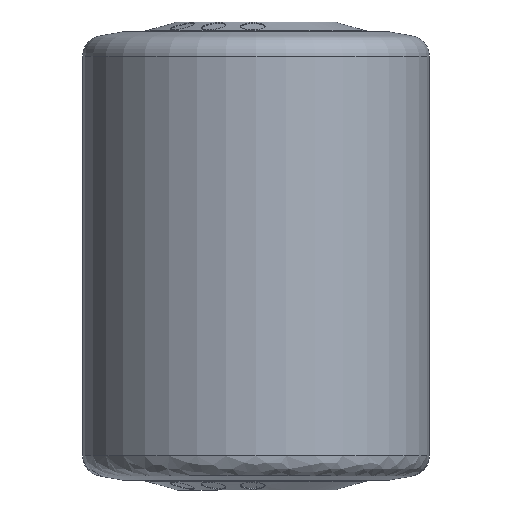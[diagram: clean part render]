
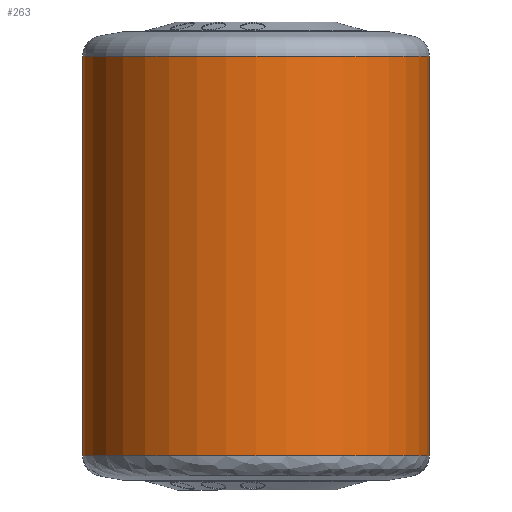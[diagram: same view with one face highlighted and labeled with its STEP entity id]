
A CAD part, front view. The second image highlights one B-rep face of the part: STEP entity #263.
In plain terms, the highlighted cylindrical face has radius 42.5 mm (diameter 85 mm), a partial arc.
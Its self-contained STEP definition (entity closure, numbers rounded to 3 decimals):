
#144 = CARTESIAN_POINT ( 'NONE',  ( -68.64, 32.394, -51.63 ) ) ;
#261 = EDGE_CURVE ( 'NONE', #1971, #8781, #14693, .T. ) ;
#263 = ADVANCED_FACE ( 'NONE', ( #1941 ), #11362, .T. ) ;
#1515 = DIRECTION ( 'NONE',  ( 0., 0., 1. ) ) ;
#1572 = ORIENTED_EDGE ( 'NONE', *, *, #261, .T. ) ;
#1941 = FACE_OUTER_BOUND ( 'NONE', #12101, .T. ) ;
#1971 = VERTEX_POINT ( 'NONE', #144 ) ;
#2058 = CARTESIAN_POINT ( 'NONE',  ( 16.36, 32.394, 46.453 ) ) ;
#2487 = ORIENTED_EDGE ( 'NONE', *, *, #15054, .T. ) ;
#3219 = CARTESIAN_POINT ( 'NONE',  ( -68.64, 32.394, 46.453 ) ) ;
#4919 = DIRECTION ( 'NONE',  ( 1., 0., 0. ) ) ;
#5373 = AXIS2_PLACEMENT_3D ( 'NONE', #6545, #8708, #11280 ) ;
#6544 = CARTESIAN_POINT ( 'NONE',  ( -68.64, 32.394, -57.588 ) ) ;
#6545 = CARTESIAN_POINT ( 'NONE',  ( -26.14, 32.394, 46.453 ) ) ;
#6705 = DIRECTION ( 'NONE',  ( 0., 0., 1. ) ) ;
#7253 = VERTEX_POINT ( 'NONE', #3219 ) ;
#7780 = CARTESIAN_POINT ( 'NONE',  ( -26.14, 32.394, -51.63 ) ) ;
#7790 = CARTESIAN_POINT ( 'NONE',  ( 16.36, 32.394, -57.588 ) ) ;
#8272 = AXIS2_PLACEMENT_3D ( 'NONE', #9326, #1515, #4919 ) ;
#8308 = EDGE_CURVE ( 'NONE', #1971, #7253, #10183, .T. ) ;
#8708 = DIRECTION ( 'NONE',  ( 0., 0., -1. ) ) ;
#8781 = VERTEX_POINT ( 'NONE', #9639 ) ;
#9040 = VECTOR ( 'NONE', #11124, 1000. ) ;
#9326 = CARTESIAN_POINT ( 'NONE',  ( -26.14, 32.394, -57.588 ) ) ;
#9639 = CARTESIAN_POINT ( 'NONE',  ( 16.36, 32.394, -51.63 ) ) ;
#10006 = VERTEX_POINT ( 'NONE', #2058 ) ;
#10183 = LINE ( 'NONE', #6544, #9040 ) ;
#10725 = EDGE_CURVE ( 'NONE', #10006, #7253, #13516, .T. ) ;
#11124 = DIRECTION ( 'NONE',  ( 0., 0., 1. ) ) ;
#11254 = AXIS2_PLACEMENT_3D ( 'NONE', #7780, #12661, #12521 ) ;
#11280 = DIRECTION ( 'NONE',  ( 1., 0., 0. ) ) ;
#11362 = CYLINDRICAL_SURFACE ( 'NONE', #8272, 42.5 ) ;
#12101 = EDGE_LOOP ( 'NONE', ( #14795, #1572, #2487, #13341 ) ) ;
#12521 = DIRECTION ( 'NONE',  ( 1., 0., 0. ) ) ;
#12530 = LINE ( 'NONE', #7790, #15143 ) ;
#12661 = DIRECTION ( 'NONE',  ( 0., 0., 1. ) ) ;
#13341 = ORIENTED_EDGE ( 'NONE', *, *, #10725, .T. ) ;
#13516 = CIRCLE ( 'NONE', #5373, 42.5 ) ;
#14693 = CIRCLE ( 'NONE', #11254, 42.5 ) ;
#14795 = ORIENTED_EDGE ( 'NONE', *, *, #8308, .F. ) ;
#15054 = EDGE_CURVE ( 'NONE', #8781, #10006, #12530, .T. ) ;
#15143 = VECTOR ( 'NONE', #6705, 1000. ) ;
